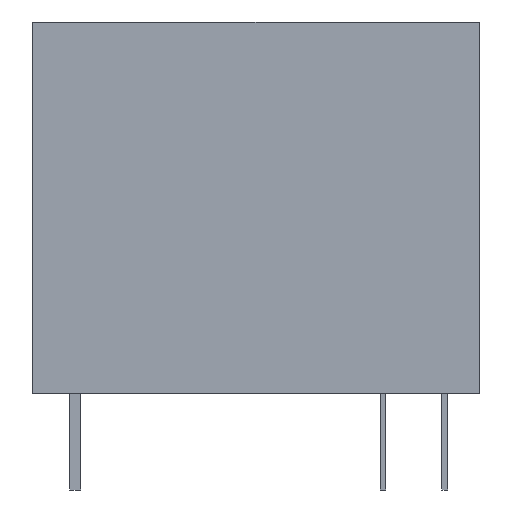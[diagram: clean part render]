
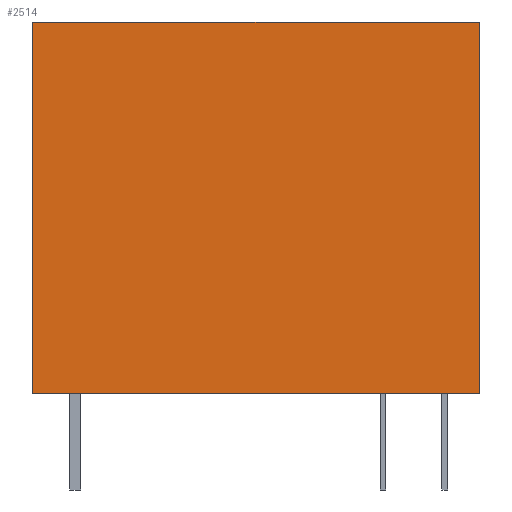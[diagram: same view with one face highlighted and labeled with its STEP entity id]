
A CAD part, front view. The second image highlights one B-rep face of the part: STEP entity #2514.
In plain terms, the highlighted planar face has unit normal (0, -1, 0).
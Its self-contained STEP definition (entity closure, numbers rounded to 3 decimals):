
#793 = DIRECTION ( 'NONE',  ( 0., 1., 0. ) ) ;
#1792 = DIRECTION ( 'NONE',  ( 1., 0., 0. ) ) ;
#1928 = ORIENTED_EDGE ( 'NONE', *, *, #3551, .T. ) ;
#2094 = VECTOR ( 'NONE', #7871, 1000. ) ;
#2251 = VECTOR ( 'NONE', #2443, 1000. ) ;
#2443 = DIRECTION ( 'NONE',  ( 0., 0., -1. ) ) ;
#2483 = DIRECTION ( 'NONE',  ( 0., 0., -1. ) ) ;
#2514 = ADVANCED_FACE ( 'NONE', ( #9424 ), #2622, .F. ) ;
#2622 = PLANE ( 'NONE',  #4648 ) ;
#2664 = CARTESIAN_POINT ( 'NONE',  ( -9.4, -5.1, 0. ) ) ;
#2922 = CARTESIAN_POINT ( 'NONE',  ( -9.4, -5.1, 15.3 ) ) ;
#3551 = EDGE_CURVE ( 'NONE', #10339, #9616, #6483, .T. ) ;
#3895 = CARTESIAN_POINT ( 'NONE',  ( 9., -5.1, 0. ) ) ;
#3957 = ORIENTED_EDGE ( 'NONE', *, *, #6980, .F. ) ;
#4648 = AXIS2_PLACEMENT_3D ( 'NONE', #9364, #793, #1792 ) ;
#4931 = VERTEX_POINT ( 'NONE', #2922 ) ;
#5072 = EDGE_CURVE ( 'NONE', #4931, #10339, #10957, .T. ) ;
#5331 = VECTOR ( 'NONE', #2483, 1000. ) ;
#5395 = LINE ( 'NONE', #6157, #2094 ) ;
#5888 = CARTESIAN_POINT ( 'NONE',  ( 9., -5.1, 0. ) ) ;
#6157 = CARTESIAN_POINT ( 'NONE',  ( 9., -5.1, 15.3 ) ) ;
#6424 = VECTOR ( 'NONE', #7261, 1000. ) ;
#6430 = CARTESIAN_POINT ( 'NONE',  ( 9., -5.1, 15.3 ) ) ;
#6483 = LINE ( 'NONE', #3895, #6424 ) ;
#6980 = EDGE_CURVE ( 'NONE', #4931, #10743, #5395, .T. ) ;
#7261 = DIRECTION ( 'NONE',  ( 1., 0., 0. ) ) ;
#7728 = CARTESIAN_POINT ( 'NONE',  ( -9.4, -5.1, 15.3 ) ) ;
#7871 = DIRECTION ( 'NONE',  ( 1., 0., 0. ) ) ;
#8584 = ORIENTED_EDGE ( 'NONE', *, *, #5072, .T. ) ;
#9031 = EDGE_LOOP ( 'NONE', ( #1928, #9460, #3957, #8584 ) ) ;
#9364 = CARTESIAN_POINT ( 'NONE',  ( 9., -5.1, 15.3 ) ) ;
#9424 = FACE_OUTER_BOUND ( 'NONE', #9031, .T. ) ;
#9460 = ORIENTED_EDGE ( 'NONE', *, *, #9508, .F. ) ;
#9508 = EDGE_CURVE ( 'NONE', #10743, #9616, #10867, .T. ) ;
#9616 = VERTEX_POINT ( 'NONE', #5888 ) ;
#10339 = VERTEX_POINT ( 'NONE', #2664 ) ;
#10743 = VERTEX_POINT ( 'NONE', #6430 ) ;
#10758 = CARTESIAN_POINT ( 'NONE',  ( 9., -5.1, 15.3 ) ) ;
#10867 = LINE ( 'NONE', #10758, #2251 ) ;
#10957 = LINE ( 'NONE', #7728, #5331 ) ;
